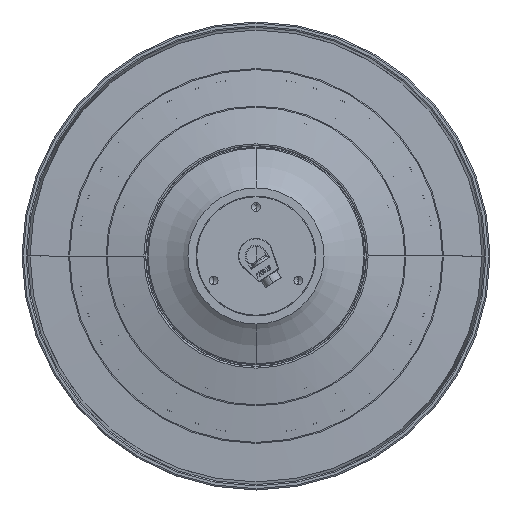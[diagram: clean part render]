
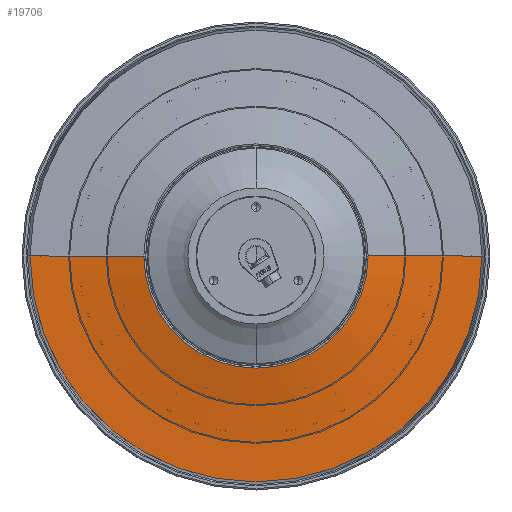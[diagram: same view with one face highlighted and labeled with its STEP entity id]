
A CAD part, front view. The second image highlights one B-rep face of the part: STEP entity #19706.
In plain terms, the highlighted toroidal (fillet/blend) face has major radius 83 mm and minor radius 163.741 mm.
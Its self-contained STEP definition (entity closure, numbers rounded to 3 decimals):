
#63 = DIRECTION ( 'NONE',  ( -1., 0., 0. ) ) ;
#686 = DIRECTION ( 'NONE',  ( 0., 0., 1. ) ) ;
#1117 = CIRCLE ( 'NONE', #22725, 163.741 ) ;
#2306 = DIRECTION ( 'NONE',  ( -1., 0., 0. ) ) ;
#2373 = ORIENTED_EDGE ( 'NONE', *, *, #13311, .F. ) ;
#2617 = AXIS2_PLACEMENT_3D ( 'NONE', #14048, #6655, #6412 ) ;
#2939 = TOROIDAL_SURFACE ( 'NONE', #16542, 83., 163.741 ) ;
#3432 = AXIS2_PLACEMENT_3D ( 'NONE', #15063, #13303, #63 ) ;
#3902 = AXIS2_PLACEMENT_3D ( 'NONE', #7964, #7458, #24731 ) ;
#4304 = CARTESIAN_POINT ( 'NONE',  ( 0., -112.741, 0. ) ) ;
#6355 = EDGE_CURVE ( 'NONE', #23607, #19883, #1117, .T. ) ;
#6412 = DIRECTION ( 'NONE',  ( -1., 0., 0. ) ) ;
#6655 = DIRECTION ( 'NONE',  ( 0., 1., 0. ) ) ;
#6707 = ORIENTED_EDGE ( 'NONE', *, *, #16752, .T. ) ;
#7446 = CIRCLE ( 'NONE', #2617, 83. ) ;
#7458 = DIRECTION ( 'NONE',  ( 0., 1., 0. ) ) ;
#7964 = CARTESIAN_POINT ( 'NONE',  ( 0., 45.574, 0. ) ) ;
#8335 = FACE_OUTER_BOUND ( 'NONE', #16311, .T. ) ;
#10238 = CIRCLE ( 'NONE', #3432, 163.741 ) ;
#12289 = ORIENTED_EDGE ( 'NONE', *, *, #14511, .F. ) ;
#13298 = CARTESIAN_POINT ( 'NONE',  ( 41.196, 45.574, 0. ) ) ;
#13303 = DIRECTION ( 'NONE',  ( 0., 0., -1. ) ) ;
#13311 = EDGE_CURVE ( 'NONE', #23607, #20903, #7446, .T. ) ;
#14048 = CARTESIAN_POINT ( 'NONE',  ( 0., 51., 0. ) ) ;
#14511 = EDGE_CURVE ( 'NONE', #20903, #21661, #10238, .T. ) ;
#14693 = CIRCLE ( 'NONE', #3902, 41.196 ) ;
#14811 = CARTESIAN_POINT ( 'NONE',  ( -83., 51., 0. ) ) ;
#15063 = CARTESIAN_POINT ( 'NONE',  ( -83., -112.741, 0. ) ) ;
#15951 = DIRECTION ( 'NONE',  ( 1., 0., 0. ) ) ;
#16311 = EDGE_LOOP ( 'NONE', ( #2373, #24393, #6707, #12289 ) ) ;
#16542 = AXIS2_PLACEMENT_3D ( 'NONE', #4304, #19840, #2306 ) ;
#16752 = EDGE_CURVE ( 'NONE', #19883, #21661, #14693, .T. ) ;
#18199 = CARTESIAN_POINT ( 'NONE',  ( 83., -112.741, 0. ) ) ;
#19706 = ADVANCED_FACE ( 'NONE', ( #8335 ), #2939, .F. ) ;
#19840 = DIRECTION ( 'NONE',  ( 0., 1., 0. ) ) ;
#19883 = VERTEX_POINT ( 'NONE', #13298 ) ;
#20903 = VERTEX_POINT ( 'NONE', #14811 ) ;
#21661 = VERTEX_POINT ( 'NONE', #23313 ) ;
#21967 = CARTESIAN_POINT ( 'NONE',  ( 83., 51., 0. ) ) ;
#22725 = AXIS2_PLACEMENT_3D ( 'NONE', #18199, #686, #15951 ) ;
#23313 = CARTESIAN_POINT ( 'NONE',  ( -41.196, 45.574, 0. ) ) ;
#23607 = VERTEX_POINT ( 'NONE', #21967 ) ;
#24393 = ORIENTED_EDGE ( 'NONE', *, *, #6355, .T. ) ;
#24731 = DIRECTION ( 'NONE',  ( 1., 0., 0. ) ) ;
